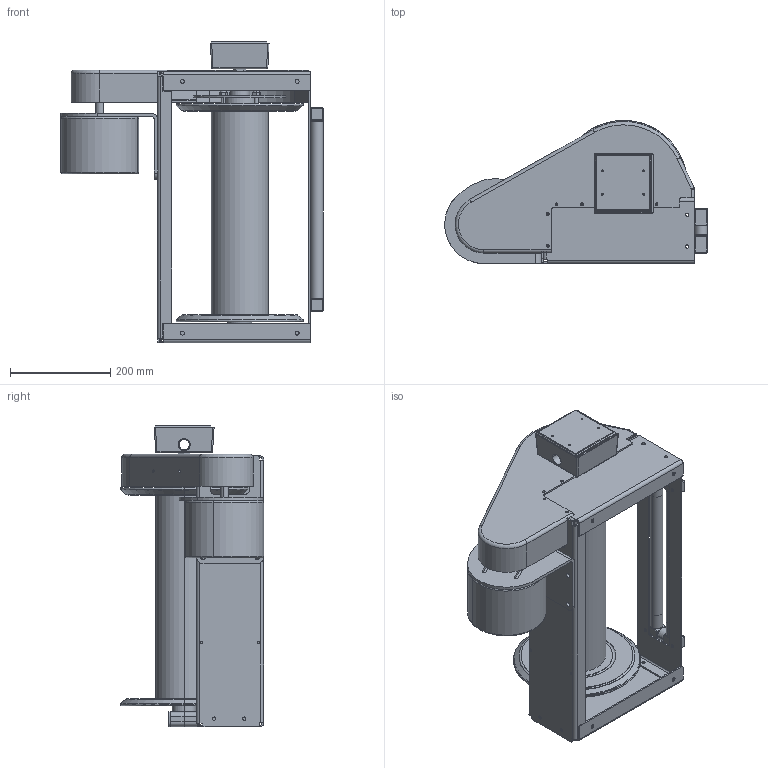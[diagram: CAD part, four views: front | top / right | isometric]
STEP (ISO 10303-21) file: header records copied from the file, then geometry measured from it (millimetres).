
FILE_DESCRIPTION((''),'2;1');
FILE_NAME('ERWC-10-16_ASM','2008-02-01T',('cfeen'),(''),'PRO/ENGINEER BY PARAMETRIC TECHNOLOGY CORPORATION, 2005110','PRO/ENGINEER BY PARAMETRIC TECHNOLOGY CORPORATION, 2005110','');
FILE_SCHEMA(('CONFIG_CONTROL_DESIGN'));
Length unit declared in the file: inch
Products named in the file (31): 401-LF_BENT; 401-RF_BENT; 401-TF_BENT; 401-BF_BENT; 135-CB; 125-FR_MODIFIED; 135-CP; SPACER; 126-NS; SMALL_SPROCKET; REAR_MOTORMOUNT_; 103-RH_MODIFIED; 165-HB; 103-RH; 15IN_HUB; 135-EM; 10-16_GUARD; 10-16_GUARD2; 100-SA; LONG_AXLE; SHORT_AXLE; SHORT_ROLLER; LONG_ROLLER; 101-NR; NYLON_ROLLER_PROTOTYPE; 216_RB; 251-BX_; 259-CV; 178-TR; 150-AN; ERWC-10-16_ASM
Assembly tree (55 placements, depth 2):
  ERWC-10-16_ASM
    401-LF_BENT
    401-RF_BENT
    401-TF_BENT
    401-BF_BENT
    135-CB  x4
    125-FR_MODIFIED
    135-CP  x2
    SPACER
    126-NS
    SMALL_SPROCKET
    REAR_MOTORMOUNT_
    103-RH_MODIFIED
    165-HB
    103-RH
    15IN_HUB
    135-EM
    10-16_GUARD
    10-16_GUARD2
    100-SA  x4
    LONG_AXLE  x2
    SHORT_AXLE  x2
    SHORT_ROLLER  x2
    LONG_ROLLER  x2
    101-NR  x4
    NYLON_ROLLER_PROTOTYPE  x2
    216_RB
    251-BX_
    259-CV
    178-TR  x4
    150-AN  x8
Bounding box: 522.91 x 285.36 x 601.09 mm (x, y, z)
Volume: 5800159.3 mm3; surface area: 2076123.6 mm2
Topology: 55 solids, 55 shells, 1472 faces, 3635 edges, 2309 vertices
Faces by surface type: cylinder 659, plane 652, sphere 69, torus 64, cone 28
Entity records: 31805 total; most frequent: CARTESIAN_POINT 5653, DIRECTION 5614, ORIENTED_EDGE 5050, EDGE_CURVE 2525, AXIS2_PLACEMENT_3D 2079, VERTEX_POINT 1620, VECTOR 1456, LINE 1456
